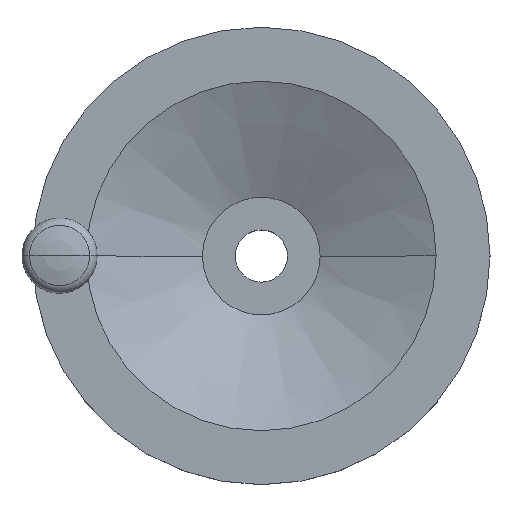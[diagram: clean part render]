
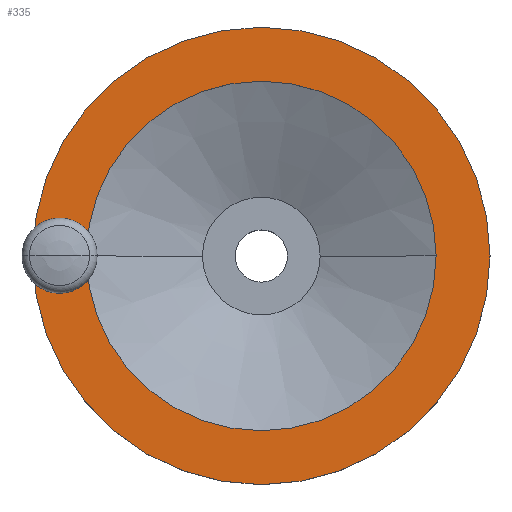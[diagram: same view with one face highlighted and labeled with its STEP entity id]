
A CAD part, top view. The second image highlights one B-rep face of the part: STEP entity #335.
In plain terms, the highlighted planar face has unit normal (0, 0, 1).
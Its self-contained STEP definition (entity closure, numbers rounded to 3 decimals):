
#177=VERTEX_POINT('',#472);
#183=EDGE_CURVE('',#177,#413,#479,.T.);
#195=EDGE_CURVE('',#237,#437,#491,.T.);
#237=VERTEX_POINT('',#538);
#251=EDGE_CURVE('',#319,#303,#553,.T.);
#295=EDGE_CURVE('',#303,#319,#602,.T.);
#303=VERTEX_POINT('',#610);
#319=VERTEX_POINT('',#630);
#323=EDGE_CURVE('',#437,#237,#634,.T.);
#335=ADVANCED_FACE('',(#651,#652,#653),#654,.T.);
#413=VERTEX_POINT('',#742);
#429=EDGE_CURVE('',#413,#177,#761,.T.);
#437=VERTEX_POINT('',#770);
#472=CARTESIAN_POINT('',(70.0,0.,36.0));
#479=CIRCLE('',#812,70.0);
#491=CIRCLE('',#828,53.5);
#538=CARTESIAN_POINT('',(-53.5,0.,36.0));
#553=CIRCLE('',#911,6.5);
#602=CIRCLE('',#972,6.5);
#610=CARTESIAN_POINT('',(-55.25,0.,36.0));
#630=CARTESIAN_POINT('',(-68.25,0.,36.0));
#634=CIRCLE('',#1012,53.5);
#651=FACE_BOUND('',#1030,.T.);
#652=FACE_OUTER_BOUND('',#1031,.T.);
#653=FACE_BOUND('',#1032,.T.);
#654=PLANE('',#1033);
#742=CARTESIAN_POINT('',(-70.0,0.,36.0));
#761=CIRCLE('',#1168,70.0);
#770=CARTESIAN_POINT('',(53.5,0.,36.0));
#812=AXIS2_PLACEMENT_3D('',#1212,#1213,#1214);
#828=AXIS2_PLACEMENT_3D('',#1219,#1220,#1221);
#911=AXIS2_PLACEMENT_3D('',#1301,#1302,#1303);
#972=AXIS2_PLACEMENT_3D('',#1367,#1368,#1369);
#1012=AXIS2_PLACEMENT_3D('',#1405,#1406,#1407);
#1030=EDGE_LOOP('',(#1444,#1445));
#1031=EDGE_LOOP('',(#1446,#1447));
#1032=EDGE_LOOP('',(#1448,#1449));
#1033=AXIS2_PLACEMENT_3D('',#1450,#1451,#1452);
#1168=AXIS2_PLACEMENT_3D('',#1588,#1589,#1590);
#1212=CARTESIAN_POINT('',(0.,0.,36.0));
#1213=DIRECTION('',(-0.0,0.0,-1.0));
#1214=DIRECTION('',(-1.0,0.,0.0));
#1219=CARTESIAN_POINT('',(0.,0.,36.0));
#1220=DIRECTION('',(-0.0,0.0,-1.0));
#1221=DIRECTION('',(-1.0,0.,0.0));
#1301=CARTESIAN_POINT('',(-61.75,0.,36.0));
#1302=DIRECTION('',(-0.0,0.0,-1.0));
#1303=DIRECTION('',(-1.0,0.,0.0));
#1367=CARTESIAN_POINT('',(-61.75,0.,36.0));
#1368=DIRECTION('',(-0.0,0.0,-1.0));
#1369=DIRECTION('',(-1.0,0.,0.0));
#1405=CARTESIAN_POINT('',(0.,0.,36.0));
#1406=DIRECTION('',(-0.0,0.0,-1.0));
#1407=DIRECTION('',(-1.0,0.,0.0));
#1444=ORIENTED_EDGE('',*,*,#251,.T.);
#1445=ORIENTED_EDGE('',*,*,#295,.T.);
#1446=ORIENTED_EDGE('',*,*,#429,.F.);
#1447=ORIENTED_EDGE('',*,*,#183,.F.);
#1448=ORIENTED_EDGE('',*,*,#195,.T.);
#1449=ORIENTED_EDGE('',*,*,#323,.T.);
#1450=CARTESIAN_POINT('',(-61.75,0.,36.0));
#1451=DIRECTION('',(0.0,0.0,1.0));
#1452=DIRECTION('',(-1.0,0.,0.0));
#1588=CARTESIAN_POINT('',(0.,0.,36.0));
#1589=DIRECTION('',(-0.0,0.0,-1.0));
#1590=DIRECTION('',(-1.0,0.,0.0));
